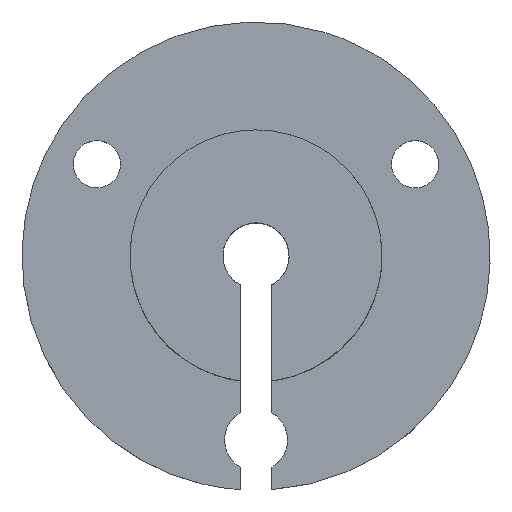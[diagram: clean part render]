
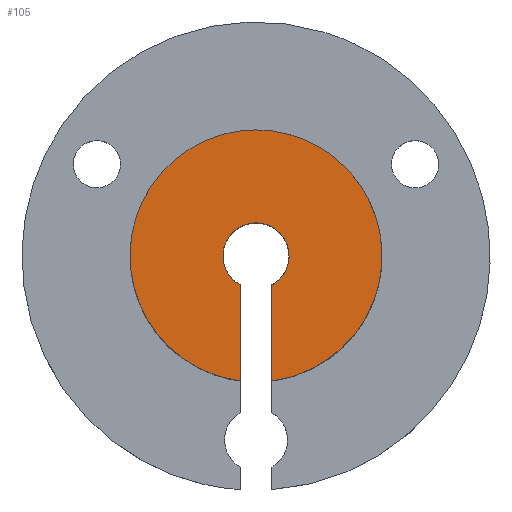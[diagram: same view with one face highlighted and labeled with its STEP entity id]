
A CAD part, top view. The second image highlights one B-rep face of the part: STEP entity #105.
In plain terms, the highlighted planar face has unit normal (0, 0, 1).
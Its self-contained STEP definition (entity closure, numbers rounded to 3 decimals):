
#105=ADVANCED_FACE('',(#218),#1964,.T.);
#218=FACE_OUTER_BOUND('',#333,.T.);
#333=EDGE_LOOP('',(#708,#709,#710,#711));
#708=ORIENTED_EDGE('',*,*,#1112,.F.);
#709=ORIENTED_EDGE('',*,*,#1115,.F.);
#710=ORIENTED_EDGE('',*,*,#1119,.F.);
#711=ORIENTED_EDGE('',*,*,#1122,.T.);
#1112=EDGE_CURVE('',#1760,#1761,#1354,.T.);
#1115=EDGE_CURVE('',#1764,#1760,#1357,.T.);
#1119=EDGE_CURVE('',#1774,#1764,#1360,.T.);
#1122=EDGE_CURVE('',#1774,#1761,#1363,.T.);
#1354=(
BOUNDED_CURVE()
B_SPLINE_CURVE(2,(#3400,#3401,#3402),.UNSPECIFIED.,.F.,.F.)
B_SPLINE_CURVE_WITH_KNOTS((3,3),(0.,6.091),.UNSPECIFIED.)
CURVE()
GEOMETRIC_REPRESENTATION_ITEM()
RATIONAL_B_SPLINE_CURVE((1.,1.,1.))
REPRESENTATION_ITEM('')
);
#1357=(
BOUNDED_CURVE()
B_SPLINE_CURVE(2,(#3414,#3415,#3416,#3417,#3418,#3419,#3420,#3421,#3422),
 .UNSPECIFIED.,.F.,.F.)
B_SPLINE_CURVE_WITH_KNOTS((3,2,2,2,3),(0.,15.028,30.055,
45.083,60.11),.UNSPECIFIED.)
CURVE()
GEOMETRIC_REPRESENTATION_ITEM()
RATIONAL_B_SPLINE_CURVE((1.,0.729,1.,0.729,1.,0.729,
1.,0.729,1.))
REPRESENTATION_ITEM('')
);
#1360=(
BOUNDED_CURVE()
B_SPLINE_CURVE(2,(#3431,#3432,#3433),.UNSPECIFIED.,.F.,.F.)
B_SPLINE_CURVE_WITH_KNOTS((3,3),(0.,6.091),.UNSPECIFIED.)
CURVE()
GEOMETRIC_REPRESENTATION_ITEM()
RATIONAL_B_SPLINE_CURVE((1.,1.,1.))
REPRESENTATION_ITEM('')
);
#1363=(
BOUNDED_CURVE()
B_SPLINE_CURVE(2,(#3440,#3441,#3442,#3443,#3444,#3445,#3446,#3447,#3448),
 .UNSPECIFIED.,.F.,.F.)
B_SPLINE_CURVE_WITH_KNOTS((3,2,2,2,3),(-13.074,-9.806,
-6.537,-3.269,0.),.UNSPECIFIED.)
CURVE()
GEOMETRIC_REPRESENTATION_ITEM()
RATIONAL_B_SPLINE_CURVE((1.,0.789,1.,0.789,1.,0.789,
1.,0.789,1.))
REPRESENTATION_ITEM('')
);
#1760=VERTEX_POINT('',#2622);
#1761=VERTEX_POINT('',#2623);
#1764=VERTEX_POINT('',#2626);
#1774=VERTEX_POINT('',#2636);
#1964=PLANE('',#2170);
#2170=AXIS2_PLACEMENT_3D('',#2512,#2277,$);
#2277=DIRECTION('',(0.,0.,1.));
#2512=CARTESIAN_POINT('',(25.667,-9.574,26.));
#2622=CARTESIAN_POINT('',(36.825,-7.969,26.));
#2623=CARTESIAN_POINT('',(36.825,-1.878,26.));
#2626=CARTESIAN_POINT('',(34.825,-7.969,26.));
#2636=CARTESIAN_POINT('',(34.825,-1.878,26.));
#3400=CARTESIAN_POINT('',(36.825,-7.969,26.));
#3401=CARTESIAN_POINT('',(36.825,-4.923,26.));
#3402=CARTESIAN_POINT('',(36.825,-1.878,26.));
#3414=CARTESIAN_POINT('',(34.825,-7.969,26.));
#3415=CARTESIAN_POINT('',(27.37,-7.029,26.));
#3416=CARTESIAN_POINT('',(27.84,0.47,26.));
#3417=CARTESIAN_POINT('',(28.311,7.969,26.));
#3418=CARTESIAN_POINT('',(35.825,7.969,26.));
#3419=CARTESIAN_POINT('',(43.338,7.969,26.));
#3420=CARTESIAN_POINT('',(43.809,0.47,26.));
#3421=CARTESIAN_POINT('',(44.279,-7.029,26.));
#3422=CARTESIAN_POINT('',(36.825,-7.969,26.));
#3431=CARTESIAN_POINT('',(34.825,-1.878,26.));
#3432=CARTESIAN_POINT('',(34.825,-4.923,26.));
#3433=CARTESIAN_POINT('',(34.825,-7.969,26.));
#3440=CARTESIAN_POINT('',(34.825,-1.878,26.));
#3441=CARTESIAN_POINT('',(33.388,-1.1,26.));
#3442=CARTESIAN_POINT('',(33.789,0.484,26.));
#3443=CARTESIAN_POINT('',(34.19,2.069,26.));
#3444=CARTESIAN_POINT('',(35.825,2.069,26.));
#3445=CARTESIAN_POINT('',(37.459,2.069,26.));
#3446=CARTESIAN_POINT('',(37.86,0.484,26.));
#3447=CARTESIAN_POINT('',(38.262,-1.1,26.));
#3448=CARTESIAN_POINT('',(36.825,-1.878,26.));
